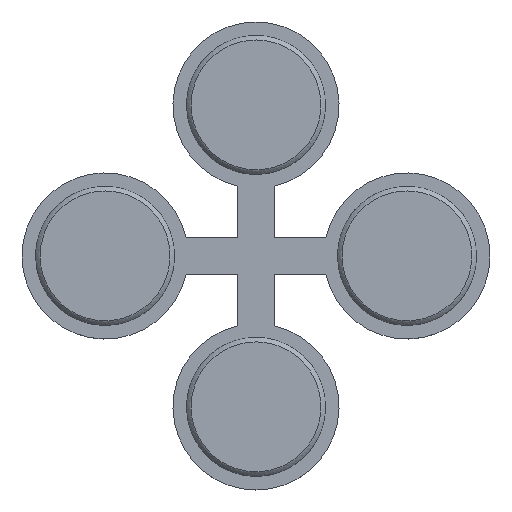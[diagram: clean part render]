
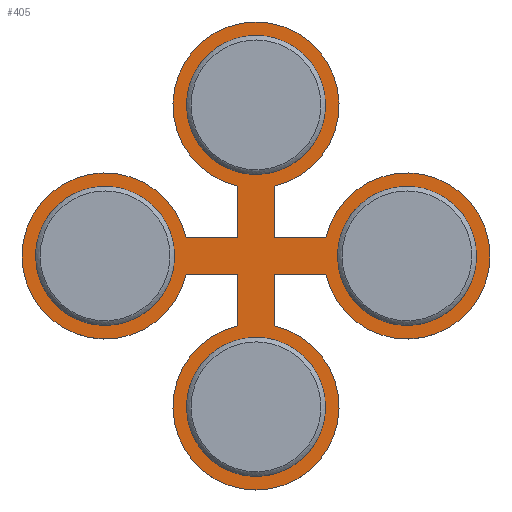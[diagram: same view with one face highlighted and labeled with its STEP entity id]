
A CAD part, top view. The second image highlights one B-rep face of the part: STEP entity #405.
In plain terms, the highlighted planar face has unit normal (0, 0, 1).
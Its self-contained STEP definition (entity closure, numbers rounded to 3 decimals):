
#15=FACE_BOUND('',#156,.T.);
#16=FACE_BOUND('',#157,.T.);
#17=FACE_BOUND('',#158,.T.);
#18=FACE_BOUND('',#159,.T.);
#23=PLANE('',#433);
#33=CIRCLE('',#422,2.3);
#34=CIRCLE('',#425,2.3);
#35=CIRCLE('',#428,2.3);
#36=CIRCLE('',#431,2.3);
#37=CIRCLE('',#434,2.75);
#38=CIRCLE('',#435,2.75);
#39=CIRCLE('',#436,2.75);
#40=CIRCLE('',#437,2.75);
#49=LINE('',#1445,#81);
#50=LINE('',#1449,#82);
#51=LINE('',#1451,#83);
#52=LINE('',#1455,#84);
#53=LINE('',#1457,#85);
#54=LINE('',#1461,#86);
#55=LINE('',#1463,#87);
#56=LINE('',#1466,#88);
#81=VECTOR('',#487,10.);
#82=VECTOR('',#490,10.);
#83=VECTOR('',#491,10.);
#84=VECTOR('',#494,10.);
#85=VECTOR('',#495,10.);
#86=VECTOR('',#498,10.);
#87=VECTOR('',#499,10.);
#88=VECTOR('',#502,10.);
#129=FACE_OUTER_BOUND('',#155,.T.);
#155=EDGE_LOOP('',(#313,#314,#315,#316,#317,#318,#319,#320,#321,#322,#323,
#324));
#156=EDGE_LOOP('',(#325));
#157=EDGE_LOOP('',(#326));
#158=EDGE_LOOP('',(#327));
#159=EDGE_LOOP('',(#328));
#187=VERTEX_POINT('',#772);
#190=VERTEX_POINT('',#996);
#193=VERTEX_POINT('',#1220);
#196=VERTEX_POINT('',#1438);
#197=VERTEX_POINT('',#1443);
#198=VERTEX_POINT('',#1444);
#199=VERTEX_POINT('',#1446);
#200=VERTEX_POINT('',#1448);
#201=VERTEX_POINT('',#1450);
#202=VERTEX_POINT('',#1452);
#203=VERTEX_POINT('',#1454);
#204=VERTEX_POINT('',#1456);
#205=VERTEX_POINT('',#1458);
#206=VERTEX_POINT('',#1460);
#207=VERTEX_POINT('',#1462);
#208=VERTEX_POINT('',#1464);
#225=EDGE_CURVE('',#187,#187,#33,.T.);
#230=EDGE_CURVE('',#190,#190,#34,.T.);
#235=EDGE_CURVE('',#193,#193,#35,.T.);
#240=EDGE_CURVE('',#196,#196,#36,.T.);
#241=EDGE_CURVE('',#197,#198,#49,.T.);
#242=EDGE_CURVE('',#198,#199,#37,.T.);
#243=EDGE_CURVE('',#199,#200,#50,.T.);
#244=EDGE_CURVE('',#200,#201,#51,.T.);
#245=EDGE_CURVE('',#201,#202,#38,.T.);
#246=EDGE_CURVE('',#202,#203,#52,.T.);
#247=EDGE_CURVE('',#203,#204,#53,.T.);
#248=EDGE_CURVE('',#204,#205,#39,.T.);
#249=EDGE_CURVE('',#205,#206,#54,.T.);
#250=EDGE_CURVE('',#206,#207,#55,.T.);
#251=EDGE_CURVE('',#207,#208,#40,.T.);
#252=EDGE_CURVE('',#208,#197,#56,.T.);
#313=ORIENTED_EDGE('',*,*,#241,.T.);
#314=ORIENTED_EDGE('',*,*,#242,.T.);
#315=ORIENTED_EDGE('',*,*,#243,.T.);
#316=ORIENTED_EDGE('',*,*,#244,.T.);
#317=ORIENTED_EDGE('',*,*,#245,.T.);
#318=ORIENTED_EDGE('',*,*,#246,.T.);
#319=ORIENTED_EDGE('',*,*,#247,.T.);
#320=ORIENTED_EDGE('',*,*,#248,.T.);
#321=ORIENTED_EDGE('',*,*,#249,.T.);
#322=ORIENTED_EDGE('',*,*,#250,.T.);
#323=ORIENTED_EDGE('',*,*,#251,.T.);
#324=ORIENTED_EDGE('',*,*,#252,.T.);
#325=ORIENTED_EDGE('',*,*,#225,.T.);
#326=ORIENTED_EDGE('',*,*,#235,.T.);
#327=ORIENTED_EDGE('',*,*,#240,.T.);
#328=ORIENTED_EDGE('',*,*,#230,.T.);
#405=ADVANCED_FACE('',(#129,#15,#16,#17,#18),#23,.T.);
#422=AXIS2_PLACEMENT_3D('',#774,#460,#461);
#425=AXIS2_PLACEMENT_3D('',#998,#467,#468);
#428=AXIS2_PLACEMENT_3D('',#1222,#474,#475);
#431=AXIS2_PLACEMENT_3D('',#1440,#481,#482);
#433=AXIS2_PLACEMENT_3D('',#1442,#485,#486);
#434=AXIS2_PLACEMENT_3D('',#1447,#488,#489);
#435=AXIS2_PLACEMENT_3D('',#1453,#492,#493);
#436=AXIS2_PLACEMENT_3D('',#1459,#496,#497);
#437=AXIS2_PLACEMENT_3D('',#1465,#500,#501);
#460=DIRECTION('center_axis',(0.,0.,-1.));
#461=DIRECTION('ref_axis',(1.,0.,0.));
#467=DIRECTION('center_axis',(0.,0.,-1.));
#468=DIRECTION('ref_axis',(1.,0.,0.));
#474=DIRECTION('center_axis',(0.,0.,-1.));
#475=DIRECTION('ref_axis',(1.,0.,0.));
#481=DIRECTION('center_axis',(0.,0.,-1.));
#482=DIRECTION('ref_axis',(1.,0.,0.));
#485=DIRECTION('center_axis',(0.,0.,1.));
#486=DIRECTION('ref_axis',(1.,0.,0.));
#487=DIRECTION('',(0.,1.,0.));
#488=DIRECTION('center_axis',(0.,0.,1.));
#489=DIRECTION('ref_axis',(1.,0.,0.));
#490=DIRECTION('',(0.,-1.,0.));
#491=DIRECTION('',(-1.,0.,0.));
#492=DIRECTION('center_axis',(0.,0.,1.));
#493=DIRECTION('ref_axis',(1.,0.,0.));
#494=DIRECTION('',(1.,0.,0.));
#495=DIRECTION('',(0.,-1.,0.));
#496=DIRECTION('center_axis',(0.,0.,1.));
#497=DIRECTION('ref_axis',(1.,0.,0.));
#498=DIRECTION('',(0.,1.,0.));
#499=DIRECTION('',(1.,0.,0.));
#500=DIRECTION('center_axis',(0.,0.,1.));
#501=DIRECTION('ref_axis',(1.,0.,0.));
#502=DIRECTION('',(-1.,0.,0.));
#772=CARTESIAN_POINT('',(51.7,-57.,4.45));
#774=CARTESIAN_POINT('Origin',(54.,-57.,4.45));
#996=CARTESIAN_POINT('',(46.7,-52.,4.45));
#998=CARTESIAN_POINT('Origin',(49.,-52.,4.45));
#1220=CARTESIAN_POINT('',(56.7,-52.,4.45));
#1222=CARTESIAN_POINT('Origin',(59.,-52.,4.45));
#1438=CARTESIAN_POINT('',(51.7,-47.,4.45));
#1440=CARTESIAN_POINT('Origin',(54.,-47.,4.45));
#1442=CARTESIAN_POINT('Origin',(54.,-52.,4.45));
#1443=CARTESIAN_POINT('',(54.6,-51.4,4.45));
#1444=CARTESIAN_POINT('',(54.6,-49.684,4.45));
#1445=CARTESIAN_POINT('',(54.6,-47.,4.45));
#1446=CARTESIAN_POINT('',(53.4,-49.684,4.45));
#1447=CARTESIAN_POINT('Origin',(54.,-47.,4.45));
#1448=CARTESIAN_POINT('',(53.4,-51.4,4.45));
#1449=CARTESIAN_POINT('',(53.4,-57.,4.45));
#1450=CARTESIAN_POINT('',(51.684,-51.4,4.45));
#1451=CARTESIAN_POINT('',(49.,-51.4,4.45));
#1452=CARTESIAN_POINT('',(51.684,-52.6,4.45));
#1453=CARTESIAN_POINT('Origin',(49.,-52.,4.45));
#1454=CARTESIAN_POINT('',(53.4,-52.6,4.45));
#1455=CARTESIAN_POINT('',(59.,-52.6,4.45));
#1456=CARTESIAN_POINT('',(53.4,-54.316,4.45));
#1457=CARTESIAN_POINT('',(53.4,-57.,4.45));
#1458=CARTESIAN_POINT('',(54.6,-54.316,4.45));
#1459=CARTESIAN_POINT('Origin',(54.,-57.,4.45));
#1460=CARTESIAN_POINT('',(54.6,-52.6,4.45));
#1461=CARTESIAN_POINT('',(54.6,-47.,4.45));
#1462=CARTESIAN_POINT('',(56.316,-52.6,4.45));
#1463=CARTESIAN_POINT('',(59.,-52.6,4.45));
#1464=CARTESIAN_POINT('',(56.316,-51.4,4.45));
#1465=CARTESIAN_POINT('Origin',(59.,-52.,4.45));
#1466=CARTESIAN_POINT('',(49.,-51.4,4.45));
